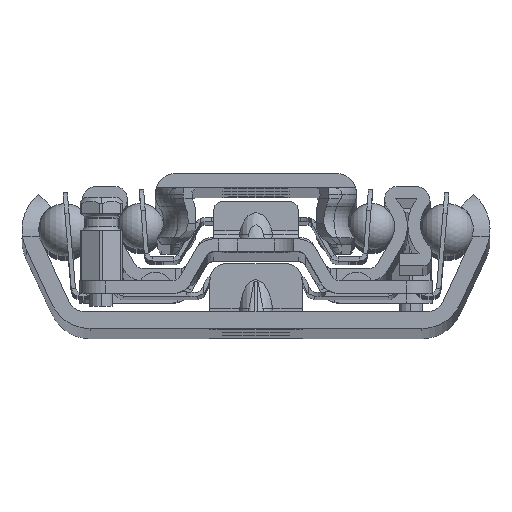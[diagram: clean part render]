
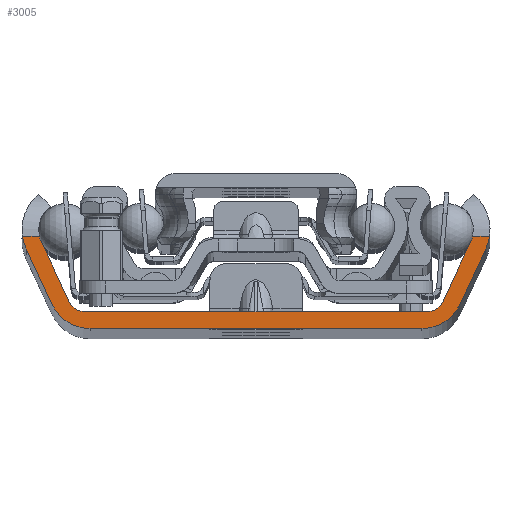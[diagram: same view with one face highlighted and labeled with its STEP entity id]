
A CAD part, top view. The second image highlights one B-rep face of the part: STEP entity #3005.
In plain terms, the highlighted planar face has unit normal (0, 0, 1).
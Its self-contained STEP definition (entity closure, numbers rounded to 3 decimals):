
#2=DIRECTION('',(1.,0.,0.));
#3=VECTOR('',#2,2.024);
#4=CARTESIAN_POINT('',(-27.841,11.,0.));
#5=LINE('',#4,#3);
#6=CARTESIAN_POINT('',(-22.41,11.8,0.));
#7=DIRECTION('',(0.,0.,-1.));
#8=DIRECTION('',(-0.906,-0.423,0.));
#9=AXIS2_PLACEMENT_3D('',#6,#7,#8);
#11=DIRECTION('',(-0.423,0.906,0.));
#12=VECTOR('',#11,7.907);
#13=CARTESIAN_POINT('',(-22.24,3.155,0.));
#14=LINE('',#13,#12);
#15=CARTESIAN_POINT('',(-20.428,4.,0.));
#16=DIRECTION('',(0.,0.,-1.));
#17=DIRECTION('',(0.,-1.,0.));
#18=AXIS2_PLACEMENT_3D('',#15,#16,#17);
#20=DIRECTION('',(-1.,0.,0.));
#21=VECTOR('',#20,40.856);
#22=CARTESIAN_POINT('',(20.428,2.,0.));
#23=LINE('',#22,#21);
#24=CARTESIAN_POINT('',(20.428,4.,0.));
#25=DIRECTION('',(0.,0.,-1.));
#26=DIRECTION('',(0.906,-0.423,0.));
#27=AXIS2_PLACEMENT_3D('',#24,#25,#26);
#29=DIRECTION('',(-0.423,-0.906,0.));
#30=VECTOR('',#29,7.907);
#31=CARTESIAN_POINT('',(25.582,10.321,0.));
#32=LINE('',#31,#30);
#33=CARTESIAN_POINT('',(22.41,11.8,0.));
#34=DIRECTION('',(0.,0.,-1.));
#35=DIRECTION('',(0.974,-0.229,0.));
#36=AXIS2_PLACEMENT_3D('',#33,#34,#35);
#38=DIRECTION('',(1.,0.,0.));
#39=VECTOR('',#38,2.024);
#40=CARTESIAN_POINT('',(25.817,11.,0.));
#41=LINE('',#40,#39);
#42=CARTESIAN_POINT('',(22.41,11.8,0.));
#43=DIRECTION('',(0.,0.,1.));
#44=DIRECTION('',(0.906,-0.423,0.));
#45=AXIS2_PLACEMENT_3D('',#42,#43,#44);
#47=DIRECTION('',(0.423,0.906,0.));
#48=VECTOR('',#47,7.274);
#49=CARTESIAN_POINT('',(24.311,2.887,0.));
#50=LINE('',#49,#48);
#51=CARTESIAN_POINT('',(19.78,5.,0.));
#52=DIRECTION('',(0.,0.,1.));
#53=DIRECTION('',(0.,-1.,0.));
#54=AXIS2_PLACEMENT_3D('',#51,#52,#53);
#56=DIRECTION('',(1.,0.,0.));
#57=VECTOR('',#56,39.56);
#58=CARTESIAN_POINT('',(-19.78,0.,0.));
#59=LINE('',#58,#57);
#60=CARTESIAN_POINT('',(-19.78,5.,0.));
#61=DIRECTION('',(0.,0.,1.));
#62=DIRECTION('',(-0.906,-0.423,0.));
#63=AXIS2_PLACEMENT_3D('',#60,#61,#62);
#65=DIRECTION('',(0.423,-0.906,0.));
#66=VECTOR('',#65,7.274);
#67=CARTESIAN_POINT('',(-27.386,9.48,0.));
#68=LINE('',#67,#66);
#69=CARTESIAN_POINT('',(-22.41,11.8,0.));
#70=DIRECTION('',(0.,0.,1.));
#71=DIRECTION('',(-0.989,-0.146,0.));
#72=AXIS2_PLACEMENT_3D('',#69,#70,#71);
#2542=CARTESIAN_POINT('',(-20.428,2.,0.));
#2543=CARTESIAN_POINT('',(-22.24,3.155,0.));
#2544=VERTEX_POINT('',#2542);
#2545=VERTEX_POINT('',#2543);
#2546=CARTESIAN_POINT('',(-25.582,10.321,0.));
#2547=VERTEX_POINT('',#2546);
#2548=CARTESIAN_POINT('',(-27.386,9.48,0.));
#2549=CARTESIAN_POINT('',(-24.311,2.887,0.));
#2550=VERTEX_POINT('',#2548);
#2551=VERTEX_POINT('',#2549);
#2552=CARTESIAN_POINT('',(-19.78,0.,0.));
#2553=VERTEX_POINT('',#2552);
#2554=CARTESIAN_POINT('',(19.78,0.,0.));
#2555=VERTEX_POINT('',#2554);
#2556=CARTESIAN_POINT('',(24.311,2.887,0.));
#2557=VERTEX_POINT('',#2556);
#2558=CARTESIAN_POINT('',(27.386,9.48,0.));
#2559=VERTEX_POINT('',#2558);
#2560=CARTESIAN_POINT('',(25.582,10.321,0.));
#2561=CARTESIAN_POINT('',(22.24,3.155,0.));
#2562=VERTEX_POINT('',#2560);
#2563=VERTEX_POINT('',#2561);
#2564=CARTESIAN_POINT('',(20.428,2.,0.));
#2565=VERTEX_POINT('',#2564);
#2722=CARTESIAN_POINT('',(-27.841,11.,0.));
#2723=CARTESIAN_POINT('',(-25.817,11.,0.));
#2724=VERTEX_POINT('',#2722);
#2725=VERTEX_POINT('',#2723);
#2726=CARTESIAN_POINT('',(25.817,11.,0.));
#2727=CARTESIAN_POINT('',(27.841,11.,0.));
#2728=VERTEX_POINT('',#2726);
#2729=VERTEX_POINT('',#2727);
#2966=CARTESIAN_POINT('',(0.,0.,0.));
#2967=DIRECTION('',(0.,0.,1.));
#2968=DIRECTION('',(1.,0.,0.));
#2969=AXIS2_PLACEMENT_3D('',#2966,#2967,#2968);
#2970=PLANE('',#2969);
#2972=ORIENTED_EDGE('',*,*,#2971,.T.);
#2974=ORIENTED_EDGE('',*,*,#2973,.F.);
#2976=ORIENTED_EDGE('',*,*,#2975,.F.);
#2978=ORIENTED_EDGE('',*,*,#2977,.F.);
#2980=ORIENTED_EDGE('',*,*,#2979,.F.);
#2982=ORIENTED_EDGE('',*,*,#2981,.F.);
#2984=ORIENTED_EDGE('',*,*,#2983,.F.);
#2986=ORIENTED_EDGE('',*,*,#2985,.F.);
#2988=ORIENTED_EDGE('',*,*,#2987,.T.);
#2990=ORIENTED_EDGE('',*,*,#2989,.F.);
#2992=ORIENTED_EDGE('',*,*,#2991,.F.);
#2994=ORIENTED_EDGE('',*,*,#2993,.F.);
#2996=ORIENTED_EDGE('',*,*,#2995,.F.);
#2998=ORIENTED_EDGE('',*,*,#2997,.F.);
#3000=ORIENTED_EDGE('',*,*,#2999,.F.);
#3002=ORIENTED_EDGE('',*,*,#3001,.F.);
#3003=EDGE_LOOP('',(#2972,#2974,#2976,#2978,#2980,#2982,#2984,#2986,#2988,#2990,
#2992,#2994,#2996,#2998,#3000,#3002));
#3004=FACE_OUTER_BOUND('',#3003,.F.);
#3005=ADVANCED_FACE('',(#3004),#2970,.T.);
#10=CIRCLE('',#9,3.5);
#19=CIRCLE('',#18,2.);
#28=CIRCLE('',#27,2.);
#37=CIRCLE('',#36,3.5);
#46=CIRCLE('',#45,5.49);
#55=CIRCLE('',#54,5.);
#64=CIRCLE('',#63,5.);
#73=CIRCLE('',#72,5.49);
#2971=EDGE_CURVE('',#2724,#2725,#5,.T.);
#2973=EDGE_CURVE('',#2547,#2725,#10,.T.);
#2975=EDGE_CURVE('',#2545,#2547,#14,.T.);
#2977=EDGE_CURVE('',#2544,#2545,#19,.T.);
#2979=EDGE_CURVE('',#2565,#2544,#23,.T.);
#2981=EDGE_CURVE('',#2563,#2565,#28,.T.);
#2983=EDGE_CURVE('',#2562,#2563,#32,.T.);
#2985=EDGE_CURVE('',#2728,#2562,#37,.T.);
#2987=EDGE_CURVE('',#2728,#2729,#41,.T.);
#2989=EDGE_CURVE('',#2559,#2729,#46,.T.);
#2991=EDGE_CURVE('',#2557,#2559,#50,.T.);
#2993=EDGE_CURVE('',#2555,#2557,#55,.T.);
#2995=EDGE_CURVE('',#2553,#2555,#59,.T.);
#2997=EDGE_CURVE('',#2551,#2553,#64,.T.);
#2999=EDGE_CURVE('',#2550,#2551,#68,.T.);
#3001=EDGE_CURVE('',#2724,#2550,#73,.T.);
